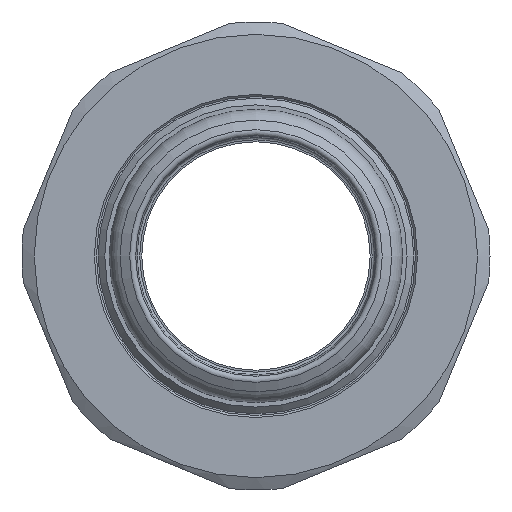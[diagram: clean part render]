
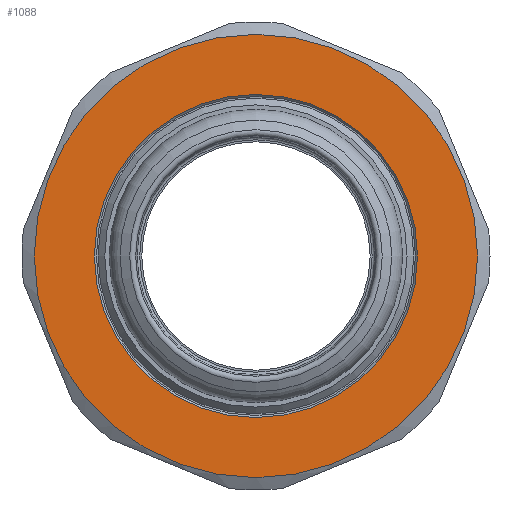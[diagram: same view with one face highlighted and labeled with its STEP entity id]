
A CAD part, left-side view. The second image highlights one B-rep face of the part: STEP entity #1088.
In plain terms, the highlighted planar face has unit normal (-1, 0, 0).
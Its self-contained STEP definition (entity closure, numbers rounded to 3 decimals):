
#63=FACE_BOUND('',#190,.T.);
#74=PLANE('',#1247);
#117=FACE_OUTER_BOUND('',#189,.T.);
#189=EDGE_LOOP('',(#752));
#190=EDGE_LOOP('',(#753));
#370=CIRCLE('',#1246,24.05);
#371=CIRCLE('',#1248,33.);
#470=VERTEX_POINT('',#1837);
#471=VERTEX_POINT('',#1841);
#577=EDGE_CURVE('',#470,#470,#370,.T.);
#579=EDGE_CURVE('',#471,#471,#371,.T.);
#752=ORIENTED_EDGE('',*,*,#579,.T.);
#753=ORIENTED_EDGE('',*,*,#577,.F.);
#1088=ADVANCED_FACE('',(#117,#63),#74,.T.);
#1246=AXIS2_PLACEMENT_3D('',#1838,#1438,#1439);
#1247=AXIS2_PLACEMENT_3D('',#1840,#1441,#1442);
#1248=AXIS2_PLACEMENT_3D('',#1842,#1443,#1444);
#1438=DIRECTION('center_axis',(-1.,0.,0.));
#1439=DIRECTION('ref_axis',(0.,1.,0.));
#1441=DIRECTION('center_axis',(-1.,0.,0.));
#1442=DIRECTION('ref_axis',(0.,0.,1.));
#1443=DIRECTION('center_axis',(-1.,0.,0.));
#1444=DIRECTION('ref_axis',(0.,1.,0.));
#1837=CARTESIAN_POINT('',(-23.,-24.05,0.));
#1838=CARTESIAN_POINT('Origin',(-23.,0.,0.));
#1840=CARTESIAN_POINT('Origin',(-23.,0.,0.));
#1841=CARTESIAN_POINT('',(-23.,-33.,0.));
#1842=CARTESIAN_POINT('Origin',(-23.,0.,0.));
